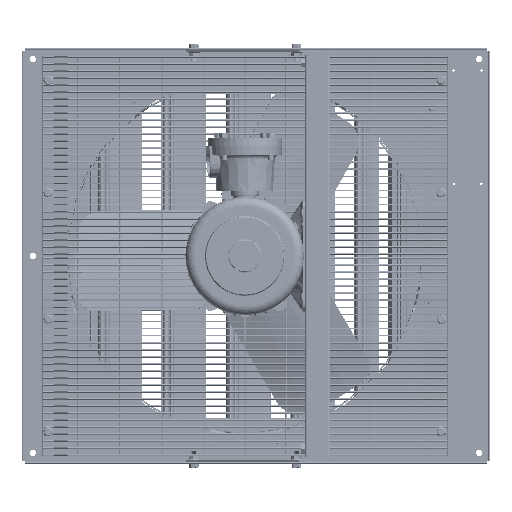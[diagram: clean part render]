
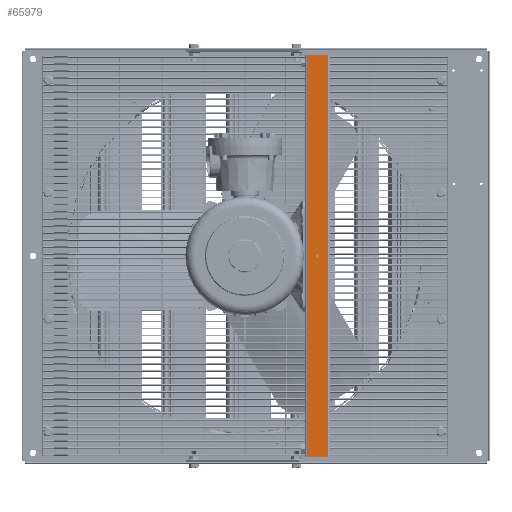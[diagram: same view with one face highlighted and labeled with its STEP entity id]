
A CAD part, left-side view. The second image highlights one B-rep face of the part: STEP entity #65979.
In plain terms, the highlighted planar face has unit normal (-1, 0, 0).
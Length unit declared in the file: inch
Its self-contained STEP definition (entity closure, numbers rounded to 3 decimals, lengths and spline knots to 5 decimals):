
#2693 = DIRECTION ( 'NONE',  ( 0., -1., 0. ) ) ;
#3436 = VERTEX_POINT ( 'NONE', #203720 ) ;
#12903 = AXIS2_PLACEMENT_3D ( 'NONE', #52202, #335944, #152258 ) ;
#16806 = CARTESIAN_POINT ( 'NONE',  ( -3.98656, -0.25423, -11.73306 ) ) ;
#17909 = DIRECTION ( 'NONE',  ( 1., 0., 0. ) ) ;
#21346 = DIRECTION ( 'NONE',  ( 0., 0., -1. ) ) ;
#30565 = VECTOR ( 'NONE', #114467, 39.37008 ) ;
#34311 = CARTESIAN_POINT ( 'NONE',  ( -3.98656, 1.09577, 11.73294 ) ) ;
#34580 = CARTESIAN_POINT ( 'NONE',  ( -3.98656, 1.09577, -11.73306 ) ) ;
#45042 = DIRECTION ( 'NONE',  ( -1., 0., 0. ) ) ;
#48089 = ORIENTED_EDGE ( 'NONE', *, *, #107789, .F. ) ;
#52202 = CARTESIAN_POINT ( 'NONE',  ( -3.98656, 0.34577, -0.00006 ) ) ;
#54357 = VERTEX_POINT ( 'NONE', #16806 ) ;
#59449 = EDGE_CURVE ( 'NONE', #294911, #54357, #248129, .T. ) ;
#65979 = ADVANCED_FACE ( 'NONE', ( #316511, #189419 ), #163144, .F. ) ;
#74357 = VERTEX_POINT ( 'NONE', #185625 ) ;
#76124 = EDGE_LOOP ( 'NONE', ( #186215, #395248 ) ) ;
#96824 = CARTESIAN_POINT ( 'NONE',  ( -3.98656, 0.94577, 11.73294 ) ) ;
#97121 = EDGE_CURVE ( 'NONE', #250637, #294911, #303538, .T. ) ;
#104564 = DIRECTION ( 'NONE',  ( 0., 0., -1. ) ) ;
#107789 = EDGE_CURVE ( 'NONE', #74357, #54357, #144791, .T. ) ;
#114467 = DIRECTION ( 'NONE',  ( 0., 0., -1. ) ) ;
#115915 = CARTESIAN_POINT ( 'NONE',  ( -3.98656, 0.94577, 11.73294 ) ) ;
#119688 = LINE ( 'NONE', #369746, #232701 ) ;
#124466 = ORIENTED_EDGE ( 'NONE', *, *, #395242, .F. ) ;
#139047 = VERTEX_POINT ( 'NONE', #183798 ) ;
#144791 = LINE ( 'NONE', #267836, #30565 ) ;
#152258 = DIRECTION ( 'NONE',  ( 0., 0., 1. ) ) ;
#159418 = DIRECTION ( 'NONE',  ( 0., -1., 0. ) ) ;
#163144 = PLANE ( 'NONE',  #219921 ) ;
#180353 = CIRCLE ( 'NONE', #12903, 0.09375 ) ;
#183798 = CARTESIAN_POINT ( 'NONE',  ( -3.98656, 0.34577, -0.09381 ) ) ;
#185625 = CARTESIAN_POINT ( 'NONE',  ( -3.98656, -0.25423, 11.73294 ) ) ;
#186215 = ORIENTED_EDGE ( 'NONE', *, *, #293244, .F. ) ;
#186744 = CIRCLE ( 'NONE', #225328, 0.09375 ) ;
#189419 = FACE_OUTER_BOUND ( 'NONE', #346017, .T. ) ;
#195557 = ORIENTED_EDGE ( 'NONE', *, *, #97121, .T. ) ;
#203720 = CARTESIAN_POINT ( 'NONE',  ( -3.98656, 0.34577, 0.09369 ) ) ;
#219921 = AXIS2_PLACEMENT_3D ( 'NONE', #34311, #17909, #104564 ) ;
#225328 = AXIS2_PLACEMENT_3D ( 'NONE', #321344, #45042, #228395 ) ;
#228395 = DIRECTION ( 'NONE',  ( 0., 0., 1. ) ) ;
#232701 = VECTOR ( 'NONE', #2693, 39.37008 ) ;
#238072 = ORIENTED_EDGE ( 'NONE', *, *, #59449, .T. ) ;
#248129 = LINE ( 'NONE', #34580, #326635 ) ;
#250637 = VERTEX_POINT ( 'NONE', #96824 ) ;
#267836 = CARTESIAN_POINT ( 'NONE',  ( -3.98656, -0.25423, 11.73294 ) ) ;
#292057 = CARTESIAN_POINT ( 'NONE',  ( -3.98656, 0.94577, -11.73306 ) ) ;
#293244 = EDGE_CURVE ( 'NONE', #3436, #139047, #180353, .T. ) ;
#294522 = VECTOR ( 'NONE', #21346, 39.37008 ) ;
#294911 = VERTEX_POINT ( 'NONE', #292057 ) ;
#303538 = LINE ( 'NONE', #115915, #294522 ) ;
#316511 = FACE_BOUND ( 'NONE', #76124, .T. ) ;
#321344 = CARTESIAN_POINT ( 'NONE',  ( -3.98656, 0.34577, -0.00006 ) ) ;
#326635 = VECTOR ( 'NONE', #159418, 39.37008 ) ;
#331568 = EDGE_CURVE ( 'NONE', #139047, #3436, #186744, .T. ) ;
#335944 = DIRECTION ( 'NONE',  ( -1., 0., 0. ) ) ;
#346017 = EDGE_LOOP ( 'NONE', ( #238072, #48089, #124466, #195557 ) ) ;
#369746 = CARTESIAN_POINT ( 'NONE',  ( -3.98656, 1.09577, 11.73294 ) ) ;
#395242 = EDGE_CURVE ( 'NONE', #250637, #74357, #119688, .T. ) ;
#395248 = ORIENTED_EDGE ( 'NONE', *, *, #331568, .F. ) ;
